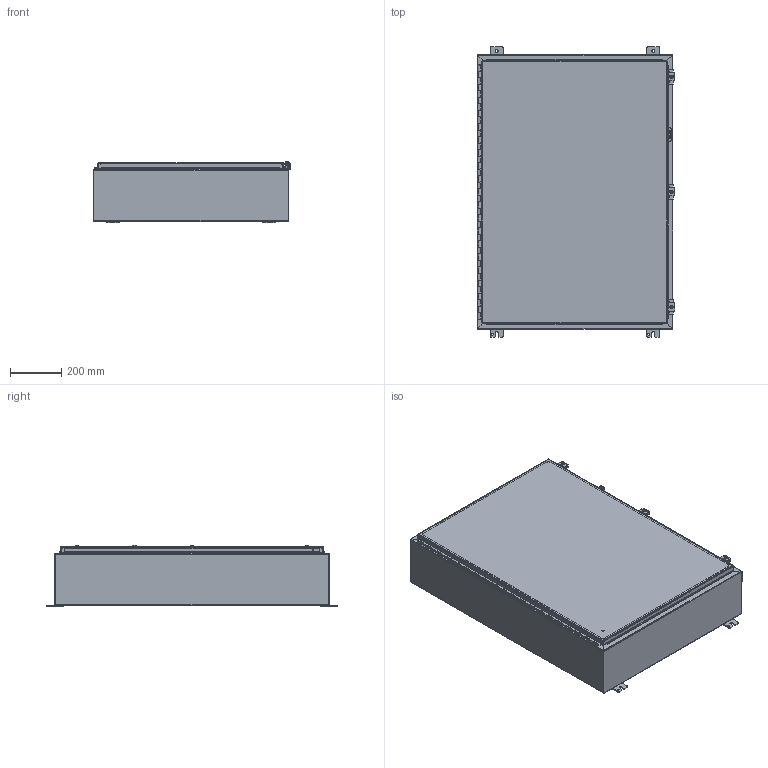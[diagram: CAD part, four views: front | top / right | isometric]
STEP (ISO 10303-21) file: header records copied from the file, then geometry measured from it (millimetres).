
FILE_DESCRIPTION((''),'2;1');
FILE_NAME('N12423008.stp','2012-02-20T15:44:04',('dnichola'),(''),'Autodesk Inventor 2012','Autodesk Inventor 2012','');
FILE_SCHEMA(('AUTOMOTIVE_DESIGN { 1 0 10303 214 1 1 1 1 }'));
Length unit declared in the file: inch
Products named in the file (19): N12423008; 34840; 38420; N12423008BKP; 32911; 40x28; 38846; N124230LID; 328108; 328108T; 328108L; 328108P-1; 388116; HFW30825; HFW30825-1; HFW30825-2; HFW30825-3; HFW30825-4; 30817
Assembly tree (30 placements, depth 3):
  N12423008
    34840  x4
    38420
    N12423008BKP
    32911
    40x28
    38846
    N124230LID
    328108
      328108T
      328108L
      328108P-1
    388116  x6
    HFW30825  x3
      HFW30825-1
      HFW30825-2
      HFW30825-3
      HFW30825-4
    30817  x3
Bounding box: 769.89 x 1130.3 x 239.02 mm (x, y, z)
Volume: 5238351.8 mm3; surface area: 5434781.5 mm2
Topology: 34 solids, 34 shells, 1288 faces, 3233 edges, 2080 vertices
Faces by surface type: plane 707, cylinder 438, bspline 82, torus 29, sphere 18, cone 14
Full cylindrical faces by diameter (mm): 2.794 x18, 2.921 x2, 3.048 x25, 3.967 x1, 5.359 x3, 6.35 x4, 7.137 x3, 7.95 x4, 8.382 x12, 8.56 x1, 8.89 x3, 11.125 x4, 12.7 x4, 13.208 x3, 15.875 x6
Entity records: 31794 total; most frequent: CARTESIAN_POINT 7766, DIRECTION 4751, ORIENTED_EDGE 4618, EDGE_CURVE 2309, AXIS2_PLACEMENT_3D 1610, VECTOR 1531, LINE 1531, VERTEX_POINT 1520
